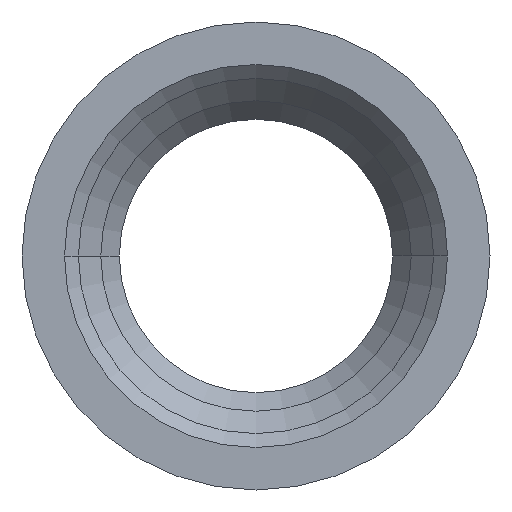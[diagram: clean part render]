
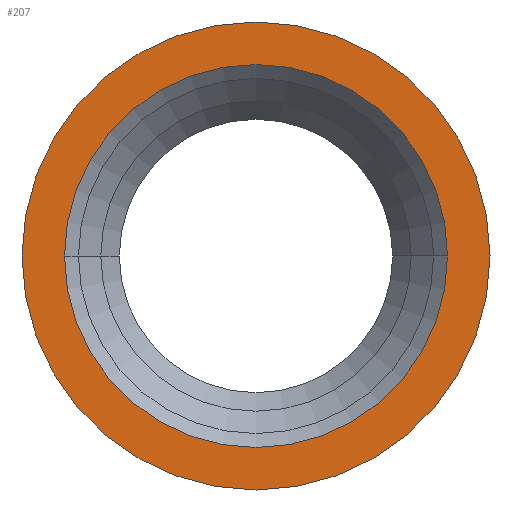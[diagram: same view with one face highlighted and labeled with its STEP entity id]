
A CAD part, left-side view. The second image highlights one B-rep face of the part: STEP entity #207.
In plain terms, the highlighted planar face has unit normal (-1, 0, 0).
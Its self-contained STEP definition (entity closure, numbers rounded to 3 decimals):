
#195 = VERTEX_POINT( '', #465 );
#197 = EDGE_CURVE( '', #319, #371, #467, .T. );
#199 = EDGE_CURVE( '', #195, #289, #469, .T. );
#207 = ADVANCED_FACE( '', ( #478, #479 ), #480, .T. );
#257 = EDGE_CURVE( '', #371, #319, #536, .T. );
#265 = EDGE_CURVE( '', #289, #195, #544, .T. );
#289 = VERTEX_POINT( '', #573 );
#319 = VERTEX_POINT( '', #606 );
#371 = VERTEX_POINT( '', #665 );
#465 = CARTESIAN_POINT( '', ( 0., 128.9, 0. ) );
#467 = CIRCLE( '', #767, 157.5 );
#469 = CIRCLE( '', #770, 128.9 );
#478 = FACE_BOUND( '', #781, .T. );
#479 = FACE_OUTER_BOUND( '', #782, .T. );
#480 = PLANE( '', #783 );
#536 = CIRCLE( '', #852, 157.5 );
#544 = CIRCLE( '', #865, 128.9 );
#573 = CARTESIAN_POINT( '', ( 0., -128.9, 0. ) );
#606 = CARTESIAN_POINT( '', ( 0., -157.5, 0. ) );
#665 = CARTESIAN_POINT( '', ( 0., 157.5, 0. ) );
#767 = AXIS2_PLACEMENT_3D( '', #1147, #1148, #1149 );
#770 = AXIS2_PLACEMENT_3D( '', #1150, #1151, #1152 );
#781 = EDGE_LOOP( '', ( #1168, #1169 ) );
#782 = EDGE_LOOP( '', ( #1170, #1171 ) );
#783 = AXIS2_PLACEMENT_3D( '', #1172, #1173, #1174 );
#852 = AXIS2_PLACEMENT_3D( '', #1239, #1240, #1241 );
#865 = AXIS2_PLACEMENT_3D( '', #1249, #1250, #1251 );
#1147 = CARTESIAN_POINT( '', ( 0., 0., 0. ) );
#1148 = DIRECTION( '', ( -1., 0., 0. ) );
#1149 = DIRECTION( '', ( 0., 1., 0. ) );
#1150 = CARTESIAN_POINT( '', ( 0., 0., 0. ) );
#1151 = DIRECTION( '', ( -1., 0., 0. ) );
#1152 = DIRECTION( '', ( 0., 1., 0. ) );
#1168 = ORIENTED_EDGE( '', *, *, #199, .F. );
#1169 = ORIENTED_EDGE( '', *, *, #265, .F. );
#1170 = ORIENTED_EDGE( '', *, *, #257, .T. );
#1171 = ORIENTED_EDGE( '', *, *, #197, .T. );
#1172 = CARTESIAN_POINT( '', ( 0., 143.2, 0. ) );
#1173 = DIRECTION( '', ( -1., 0., 0. ) );
#1174 = DIRECTION( '', ( 0., 1., 0. ) );
#1239 = CARTESIAN_POINT( '', ( 0., 0., 0. ) );
#1240 = DIRECTION( '', ( -1., 0., 0. ) );
#1241 = DIRECTION( '', ( 0., 1., 0. ) );
#1249 = CARTESIAN_POINT( '', ( 0., 0., 0. ) );
#1250 = DIRECTION( '', ( -1., 0., 0. ) );
#1251 = DIRECTION( '', ( 0., 1., 0. ) );
